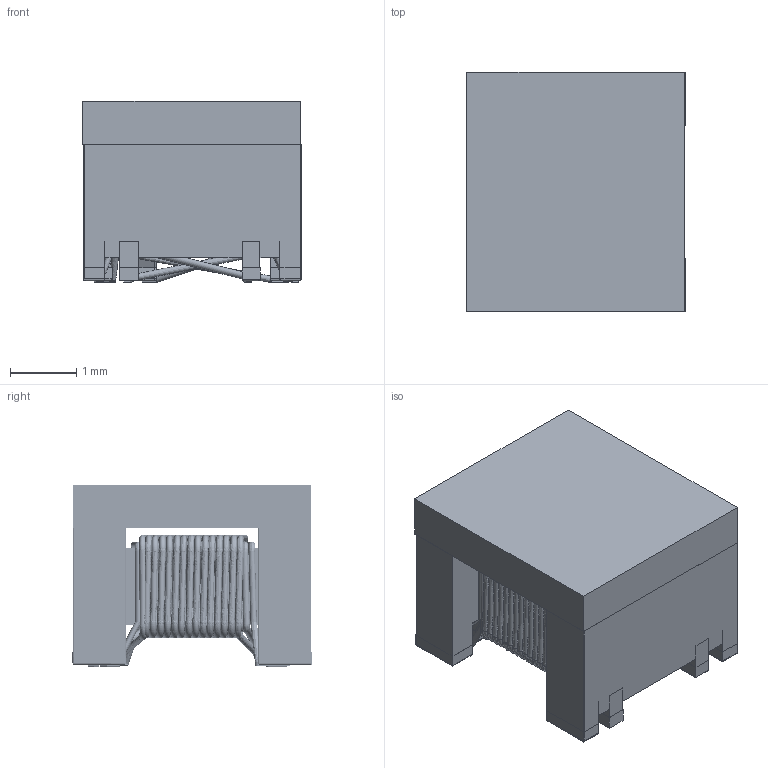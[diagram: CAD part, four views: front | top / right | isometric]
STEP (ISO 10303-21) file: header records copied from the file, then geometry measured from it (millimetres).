
FILE_DESCRIPTION(/* description */ ('Unknown'),/* implementation_level */ '2;1');
FILE_NAME(/* name */ 'TXF353229NF-7P(更新)',/* time_stamp */ '2021-07-10T14:23:49+08:00',/* author */ ('Unknown'),/* organization */ ('Unknown'),/* preprocessor_version */ 'ST-DEVELOPER v16.7',/* originating_system */ 'DEX',/* authorisation */ $);
FILE_SCHEMA (('AUTOMOTIVE_DESIGN {1 0 10303 214 3 1 1}'));
Length unit declared in the file: millimetre
Products named in the file (1): TXF353229NF-7P(新)
Bounding box: 3.29 x 3.6 x 2.74 mm (x, y, z)
Volume: 24.4 mm3; surface area: 176.7 mm2
Topology: 44 solids, 44 shells, 622 faces, 1284 edges, 748 vertices
Faces by surface type: bspline 289, plane 237, cylinder 84, torus 10, sphere 2
Entity records: 25847 total; most frequent: CARTESIAN_POINT 14448, DIRECTION 2037, ORIENTED_EDGE 1972, EDGE_CURVE 986, EDGE_LOOP 906, FACE_BOUND 906, AXIS2_PLACEMENT_3D 776, VERTEX_POINT 736
